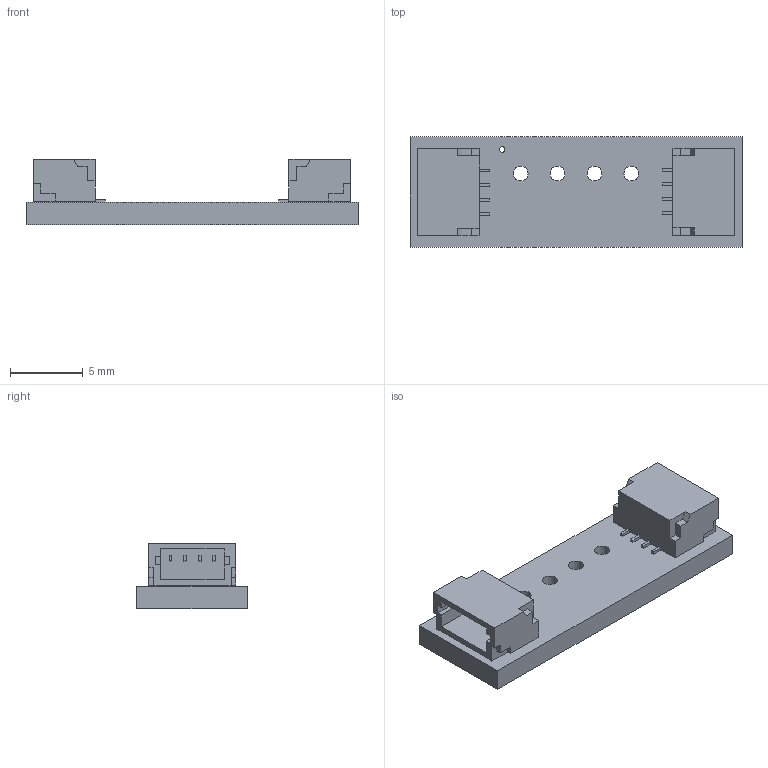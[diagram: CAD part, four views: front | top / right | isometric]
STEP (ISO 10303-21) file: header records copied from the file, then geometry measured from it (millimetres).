
FILE_DESCRIPTION(/* description */ (''),/* implementation_level */ '2;1');
FILE_NAME(/* name */ 'SparkFun Qwiic Adapter.step',/* time_stamp */ '2023-01-24T17:15:09+01:00',/* author */ (''),/* organization */ (''),/* preprocessor_version */ 'ST-DEVELOPER v19.2',/* originating_system */ 'Autodesk Translation Framework v11.17.0.187',/* authorisation */ '');
FILE_SCHEMA (('AUTOMOTIVE_DESIGN { 1 0 10303 214 3 1 1 }'));
Length unit declared in the file: millimetre
Products named in the file (4): SparkFun Qwiic Adapter v2; PCB Component; Board; 1X04_1MM_RA
Assembly tree (4 placements, depth 3):
  SparkFun Qwiic Adapter v2
    PCB Component
      Board
      1X04_1MM_RA  x2
Bounding box: 22.86 x 7.62 x 4.53 mm (x, y, z)
Volume: 356.3 mm3; surface area: 787 mm2
Topology: 3 solids, 3 shells, 189 faces, 515 edges, 342 vertices
Faces by surface type: plane 184, cylinder 5
Full cylindrical faces by diameter (mm): 0.381 x1, 1.016 x4
Entity records: 3358 total; most frequent: CARTESIAN_POINT 559, ORIENTED_EDGE 542, DIRECTION 497, EDGE_CURVE 271, LINE 261, VECTOR 261, VERTEX_POINT 180, AXIS2_PLACEMENT_3D 118
